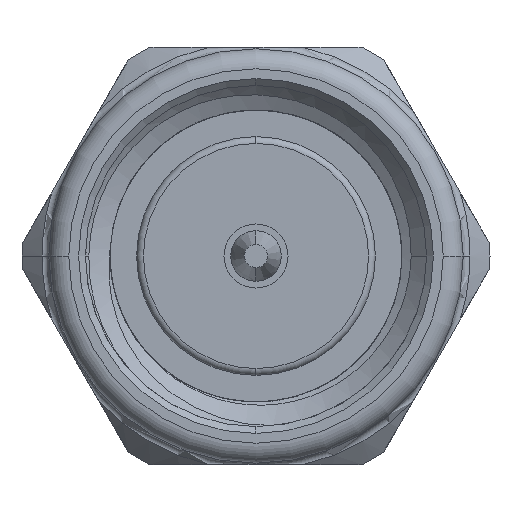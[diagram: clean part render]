
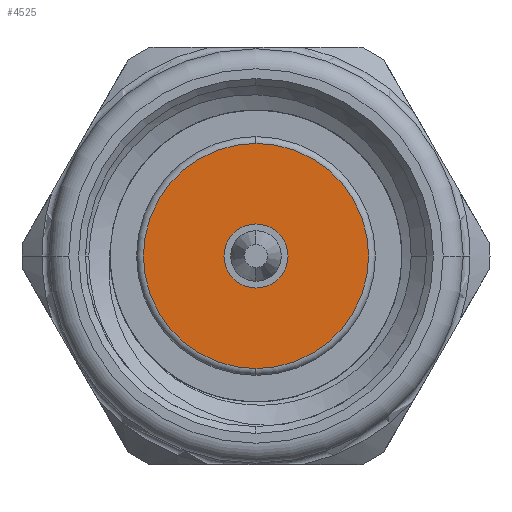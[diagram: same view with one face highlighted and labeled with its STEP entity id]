
A CAD part, left-side view. The second image highlights one B-rep face of the part: STEP entity #4525.
In plain terms, the highlighted planar face has unit normal (-1, 0, 0).
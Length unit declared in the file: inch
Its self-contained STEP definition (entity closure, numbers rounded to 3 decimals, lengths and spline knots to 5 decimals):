
#34 = AXIS2_PLACEMENT_3D ( 'NONE', #2490, #3653, #2048 ) ;
#199 = CARTESIAN_POINT ( 'NONE',  ( -0.32, 0.0825, 0. ) ) ;
#390 = EDGE_CURVE ( 'NONE', #6348, #875, #6716, .T. ) ;
#454 = CARTESIAN_POINT ( 'NONE',  ( -0.32, 0., 0. ) ) ;
#567 = DIRECTION ( 'NONE',  ( 0., 0., 1. ) ) ;
#662 = EDGE_CURVE ( 'NONE', #2075, #5053, #730, .T. ) ;
#730 = CIRCLE ( 'NONE', #4334, 0.0235 ) ;
#752 = EDGE_LOOP ( 'NONE', ( #6779, #5743 ) ) ;
#875 = VERTEX_POINT ( 'NONE', #2769 ) ;
#1491 = CARTESIAN_POINT ( 'NONE',  ( -0.32, 0., 0.0235 ) ) ;
#1590 = FACE_BOUND ( 'NONE', #1979, .T. ) ;
#1796 = EDGE_CURVE ( 'NONE', #875, #6348, #4042, .T. ) ;
#1979 = EDGE_LOOP ( 'NONE', ( #5812, #4214 ) ) ;
#2048 = DIRECTION ( 'NONE',  ( 0., 0., 1. ) ) ;
#2075 = VERTEX_POINT ( 'NONE', #1491 ) ;
#2262 = DIRECTION ( 'NONE',  ( 0., 0., 1. ) ) ;
#2490 = CARTESIAN_POINT ( 'NONE',  ( -0.32, 0., 0. ) ) ;
#2769 = CARTESIAN_POINT ( 'NONE',  ( -0.32, 0., 0.0825 ) ) ;
#2838 = DIRECTION ( 'NONE',  ( 0., 0., 1. ) ) ;
#3110 = CARTESIAN_POINT ( 'NONE',  ( -0.32, 0., -0.0825 ) ) ;
#3385 = CIRCLE ( 'NONE', #34, 0.0235 ) ;
#3522 = AXIS2_PLACEMENT_3D ( 'NONE', #199, #6349, #2838 ) ;
#3653 = DIRECTION ( 'NONE',  ( -1., 0., 0. ) ) ;
#3953 = AXIS2_PLACEMENT_3D ( 'NONE', #5215, #7617, #2262 ) ;
#4042 = CIRCLE ( 'NONE', #4407, 0.0825 ) ;
#4214 = ORIENTED_EDGE ( 'NONE', *, *, #4840, .F. ) ;
#4334 = AXIS2_PLACEMENT_3D ( 'NONE', #4725, #6578, #567 ) ;
#4407 = AXIS2_PLACEMENT_3D ( 'NONE', #454, #7605, #5116 ) ;
#4525 = ADVANCED_FACE ( 'NONE', ( #6942, #1590 ), #4619, .T. ) ;
#4619 = PLANE ( 'NONE',  #3522 ) ;
#4725 = CARTESIAN_POINT ( 'NONE',  ( -0.32, 0., 0. ) ) ;
#4840 = EDGE_CURVE ( 'NONE', #5053, #2075, #3385, .T. ) ;
#5053 = VERTEX_POINT ( 'NONE', #5697 ) ;
#5116 = DIRECTION ( 'NONE',  ( 0., 0., 1. ) ) ;
#5215 = CARTESIAN_POINT ( 'NONE',  ( -0.32, 0., 0. ) ) ;
#5697 = CARTESIAN_POINT ( 'NONE',  ( -0.32, 0., -0.0235 ) ) ;
#5743 = ORIENTED_EDGE ( 'NONE', *, *, #390, .T. ) ;
#5812 = ORIENTED_EDGE ( 'NONE', *, *, #662, .F. ) ;
#6348 = VERTEX_POINT ( 'NONE', #3110 ) ;
#6349 = DIRECTION ( 'NONE',  ( -1., 0., 0. ) ) ;
#6578 = DIRECTION ( 'NONE',  ( -1., 0., 0. ) ) ;
#6716 = CIRCLE ( 'NONE', #3953, 0.0825 ) ;
#6779 = ORIENTED_EDGE ( 'NONE', *, *, #1796, .T. ) ;
#6942 = FACE_OUTER_BOUND ( 'NONE', #752, .T. ) ;
#7605 = DIRECTION ( 'NONE',  ( -1., 0., 0. ) ) ;
#7617 = DIRECTION ( 'NONE',  ( -1., 0., 0. ) ) ;
